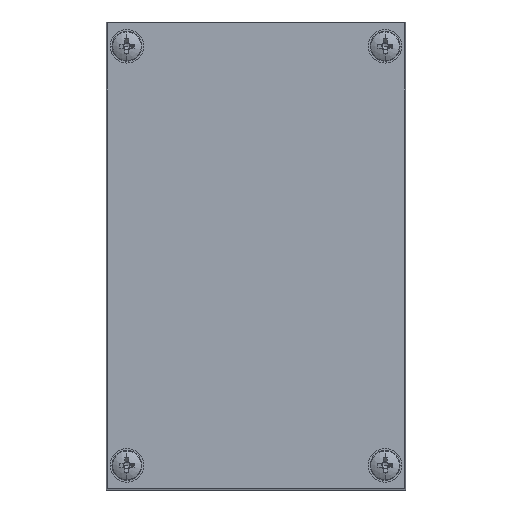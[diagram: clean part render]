
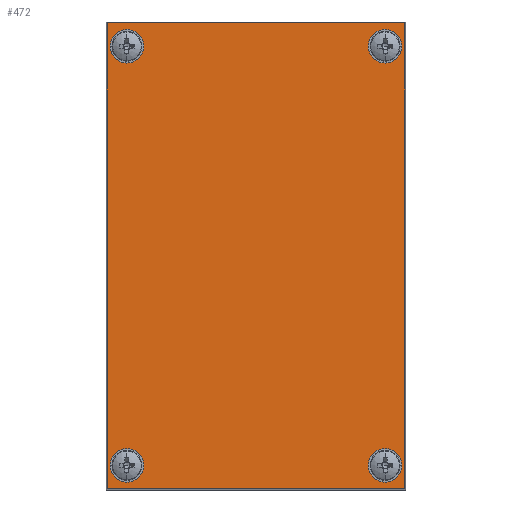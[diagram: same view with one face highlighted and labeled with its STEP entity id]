
A CAD part, top view. The second image highlights one B-rep face of the part: STEP entity #472.
In plain terms, the highlighted face is planar.
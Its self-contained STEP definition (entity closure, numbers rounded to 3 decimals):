
#15 = CARTESIAN_POINT ( 'NONE',  ( 56., -15., -34.5 ) ) ;
#32 = FACE_BOUND ( 'NONE', #2853, .T. ) ;
#149 = DIRECTION ( 'NONE',  ( 0., 0., -1. ) ) ;
#253 = CARTESIAN_POINT ( 'NONE',  ( -56., -15., -30. ) ) ;
#283 = DIRECTION ( 'NONE',  ( 0., 0., -1. ) ) ;
#302 = CARTESIAN_POINT ( 'NONE',  ( -62.238, -15., 40. ) ) ;
#340 = DIRECTION ( 'NONE',  ( 0., -1., 0. ) ) ;
#346 = CARTESIAN_POINT ( 'NONE',  ( -56., -15., 34.5 ) ) ;
#423 = LINE ( 'NONE', #4501, #3248 ) ;
#432 = VECTOR ( 'NONE', #4527, 1000. ) ;
#462 = VERTEX_POINT ( 'NONE', #2844 ) ;
#472 = ADVANCED_FACE ( 'NONE', ( #4761, #3295, #4782, #32, #965 ), #2448, .T. ) ;
#545 = CARTESIAN_POINT ( 'NONE',  ( -62.5, -15., -39.738 ) ) ;
#621 = CIRCLE ( 'NONE', #2473, 4.5 ) ;
#650 = CARTESIAN_POINT ( 'NONE',  ( -56., -15., 34.5 ) ) ;
#666 = VERTEX_POINT ( 'NONE', #1231 ) ;
#684 = EDGE_CURVE ( 'NONE', #1965, #4144, #2027, .T. ) ;
#739 = DIRECTION ( 'NONE',  ( 0., -1., 0. ) ) ;
#748 = AXIS2_PLACEMENT_3D ( 'NONE', #650, #739, #283 ) ;
#786 = ORIENTED_EDGE ( 'NONE', *, *, #4398, .F. ) ;
#841 = VECTOR ( 'NONE', #4263, 1000. ) ;
#844 = VECTOR ( 'NONE', #2567, 1000. ) ;
#855 = DIRECTION ( 'NONE',  ( 0., -1., 0. ) ) ;
#878 = ORIENTED_EDGE ( 'NONE', *, *, #3877, .F. ) ;
#931 = ORIENTED_EDGE ( 'NONE', *, *, #2682, .F. ) ;
#965 = FACE_OUTER_BOUND ( 'NONE', #3460, .T. ) ;
#975 = CIRCLE ( 'NONE', #3698, 4.5 ) ;
#1022 = CARTESIAN_POINT ( 'NONE',  ( 0., -15., 0. ) ) ;
#1027 = CARTESIAN_POINT ( 'NONE',  ( -62.238, -15., -39.738 ) ) ;
#1030 = CARTESIAN_POINT ( 'NONE',  ( 56., -15., 34.5 ) ) ;
#1043 = CARTESIAN_POINT ( 'NONE',  ( -56., -15., -34.5 ) ) ;
#1055 = EDGE_CURVE ( 'NONE', #2090, #3543, #4438, .T. ) ;
#1087 = DIRECTION ( 'NONE',  ( 0., 0., -1. ) ) ;
#1125 = CIRCLE ( 'NONE', #748, 4.5 ) ;
#1128 = EDGE_LOOP ( 'NONE', ( #3804, #1784 ) ) ;
#1170 = DIRECTION ( 'NONE',  ( 0., 0., -1. ) ) ;
#1188 = CARTESIAN_POINT ( 'NONE',  ( -56., -15., -34.5 ) ) ;
#1208 = DIRECTION ( 'NONE',  ( 0., -1., 0. ) ) ;
#1229 = AXIS2_PLACEMENT_3D ( 'NONE', #1030, #340, #3285 ) ;
#1231 = CARTESIAN_POINT ( 'NONE',  ( 62.238, -15., 39.738 ) ) ;
#1284 = CARTESIAN_POINT ( 'NONE',  ( 56., -15., -34.5 ) ) ;
#1324 = AXIS2_PLACEMENT_3D ( 'NONE', #15, #4425, #1087 ) ;
#1334 = CARTESIAN_POINT ( 'NONE',  ( 56., -15., 30. ) ) ;
#1387 = DIRECTION ( 'NONE',  ( 0., 0., -1. ) ) ;
#1439 = DIRECTION ( 'NONE',  ( 0., -1., 0. ) ) ;
#1508 = EDGE_CURVE ( 'NONE', #666, #1965, #3490, .T. ) ;
#1556 = VERTEX_POINT ( 'NONE', #1889 ) ;
#1629 = CARTESIAN_POINT ( 'NONE',  ( 56., -15., 34.5 ) ) ;
#1630 = CARTESIAN_POINT ( 'NONE',  ( 62.238, -15., 40. ) ) ;
#1758 = VERTEX_POINT ( 'NONE', #2784 ) ;
#1784 = ORIENTED_EDGE ( 'NONE', *, *, #1055, .F. ) ;
#1815 = VERTEX_POINT ( 'NONE', #3157 ) ;
#1889 = CARTESIAN_POINT ( 'NONE',  ( -56., -15., 39. ) ) ;
#1962 = DIRECTION ( 'NONE',  ( 0., -1., 0. ) ) ;
#1965 = VERTEX_POINT ( 'NONE', #4468 ) ;
#1969 = AXIS2_PLACEMENT_3D ( 'NONE', #1188, #1962, #1170 ) ;
#2015 = EDGE_CURVE ( 'NONE', #1815, #4195, #621, .T. ) ;
#2027 = LINE ( 'NONE', #545, #432 ) ;
#2058 = EDGE_LOOP ( 'NONE', ( #3511, #4453 ) ) ;
#2088 = AXIS2_PLACEMENT_3D ( 'NONE', #346, #1439, #2931 ) ;
#2090 = VERTEX_POINT ( 'NONE', #4363 ) ;
#2202 = DIRECTION ( 'NONE',  ( 0., 0., -1. ) ) ;
#2220 = DIRECTION ( 'NONE',  ( 0., -1., 0. ) ) ;
#2253 = DIRECTION ( 'NONE',  ( 0., 0., -1. ) ) ;
#2258 = ORIENTED_EDGE ( 'NONE', *, *, #684, .F. ) ;
#2306 = AXIS2_PLACEMENT_3D ( 'NONE', #1022, #4708, #2253 ) ;
#2448 = PLANE ( 'NONE',  #2306 ) ;
#2473 = AXIS2_PLACEMENT_3D ( 'NONE', #1629, #855, #149 ) ;
#2567 = DIRECTION ( 'NONE',  ( 0., 0., 1. ) ) ;
#2682 = EDGE_CURVE ( 'NONE', #4195, #1815, #3343, .T. ) ;
#2746 = EDGE_CURVE ( 'NONE', #3543, #2090, #2794, .T. ) ;
#2784 = CARTESIAN_POINT ( 'NONE',  ( -56., -15., -39. ) ) ;
#2794 = CIRCLE ( 'NONE', #4510, 4.5 ) ;
#2844 = CARTESIAN_POINT ( 'NONE',  ( -56., -15., 30. ) ) ;
#2853 = EDGE_LOOP ( 'NONE', ( #931, #4430 ) ) ;
#2931 = DIRECTION ( 'NONE',  ( 0., 0., -1. ) ) ;
#2971 = CARTESIAN_POINT ( 'NONE',  ( -62.238, -15., 39.738 ) ) ;
#3157 = CARTESIAN_POINT ( 'NONE',  ( 56., -15., 39. ) ) ;
#3180 = EDGE_LOOP ( 'NONE', ( #786, #878 ) ) ;
#3189 = EDGE_CURVE ( 'NONE', #4144, #4723, #3641, .T. ) ;
#3207 = EDGE_CURVE ( 'NONE', #1556, #462, #4191, .T. ) ;
#3248 = VECTOR ( 'NONE', #3811, 1000. ) ;
#3252 = CARTESIAN_POINT ( 'NONE',  ( 56., -15., -39. ) ) ;
#3285 = DIRECTION ( 'NONE',  ( 0., 0., -1. ) ) ;
#3295 = FACE_BOUND ( 'NONE', #3180, .T. ) ;
#3343 = CIRCLE ( 'NONE', #1229, 4.5 ) ;
#3460 = EDGE_LOOP ( 'NONE', ( #4033, #4202, #4126, #2258 ) ) ;
#3484 = VERTEX_POINT ( 'NONE', #253 ) ;
#3490 = LINE ( 'NONE', #1630, #841 ) ;
#3511 = ORIENTED_EDGE ( 'NONE', *, *, #4757, .F. ) ;
#3543 = VERTEX_POINT ( 'NONE', #3252 ) ;
#3641 = LINE ( 'NONE', #302, #844 ) ;
#3698 = AXIS2_PLACEMENT_3D ( 'NONE', #1043, #2220, #2202 ) ;
#3804 = ORIENTED_EDGE ( 'NONE', *, *, #2746, .F. ) ;
#3811 = DIRECTION ( 'NONE',  ( 1., 0., 0. ) ) ;
#3877 = EDGE_CURVE ( 'NONE', #3484, #1758, #4475, .T. ) ;
#4033 = ORIENTED_EDGE ( 'NONE', *, *, #1508, .F. ) ;
#4126 = ORIENTED_EDGE ( 'NONE', *, *, #3189, .F. ) ;
#4144 = VERTEX_POINT ( 'NONE', #1027 ) ;
#4191 = CIRCLE ( 'NONE', #2088, 4.5 ) ;
#4195 = VERTEX_POINT ( 'NONE', #1334 ) ;
#4202 = ORIENTED_EDGE ( 'NONE', *, *, #4440, .F. ) ;
#4263 = DIRECTION ( 'NONE',  ( 0., 0., -1. ) ) ;
#4363 = CARTESIAN_POINT ( 'NONE',  ( 56., -15., -30. ) ) ;
#4398 = EDGE_CURVE ( 'NONE', #1758, #3484, #975, .T. ) ;
#4425 = DIRECTION ( 'NONE',  ( 0., -1., 0. ) ) ;
#4430 = ORIENTED_EDGE ( 'NONE', *, *, #2015, .F. ) ;
#4438 = CIRCLE ( 'NONE', #1324, 4.5 ) ;
#4440 = EDGE_CURVE ( 'NONE', #4723, #666, #423, .T. ) ;
#4453 = ORIENTED_EDGE ( 'NONE', *, *, #3207, .F. ) ;
#4468 = CARTESIAN_POINT ( 'NONE',  ( 62.238, -15., -39.738 ) ) ;
#4475 = CIRCLE ( 'NONE', #1969, 4.5 ) ;
#4501 = CARTESIAN_POINT ( 'NONE',  ( -62.5, -15., 39.738 ) ) ;
#4510 = AXIS2_PLACEMENT_3D ( 'NONE', #1284, #1208, #1387 ) ;
#4527 = DIRECTION ( 'NONE',  ( -1., 0., 0. ) ) ;
#4708 = DIRECTION ( 'NONE',  ( 0., -1., 0. ) ) ;
#4723 = VERTEX_POINT ( 'NONE', #2971 ) ;
#4757 = EDGE_CURVE ( 'NONE', #462, #1556, #1125, .T. ) ;
#4761 = FACE_BOUND ( 'NONE', #1128, .T. ) ;
#4782 = FACE_BOUND ( 'NONE', #2058, .T. ) ;
